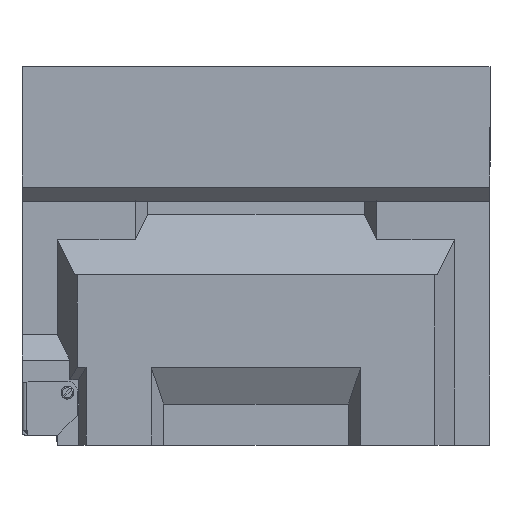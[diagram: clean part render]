
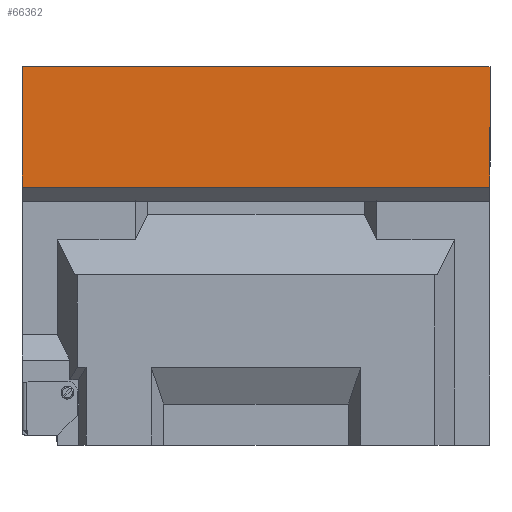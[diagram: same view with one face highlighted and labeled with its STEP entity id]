
A CAD part, top view. The second image highlights one B-rep face of the part: STEP entity #66362.
In plain terms, the highlighted face is planar.
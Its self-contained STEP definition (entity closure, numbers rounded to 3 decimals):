
#2358 = ORIENTED_EDGE ( 'NONE', *, *, #124051, .T. ) ;
#2854 = DIRECTION ( 'NONE',  ( 0., -1., 0. ) ) ;
#3427 = EDGE_LOOP ( 'NONE', ( #129001, #2358, #4922, #133069 ) ) ;
#4922 = ORIENTED_EDGE ( 'NONE', *, *, #98536, .T. ) ;
#12004 = CARTESIAN_POINT ( 'NONE',  ( 165., -60., 45. ) ) ;
#12732 = EDGE_CURVE ( 'NONE', #23286, #195290, #111725, .T. ) ;
#23286 = VERTEX_POINT ( 'NONE', #177077 ) ;
#26230 = CARTESIAN_POINT ( 'NONE',  ( 165., -60., -40. ) ) ;
#33099 = VECTOR ( 'NONE', #170873, 1000. ) ;
#35760 = DIRECTION ( 'NONE',  ( 0., 0., 1. ) ) ;
#38435 = CARTESIAN_POINT ( 'NONE',  ( -165., -60., -50. ) ) ;
#43633 = VECTOR ( 'NONE', #35760, 1000. ) ;
#49151 = AXIS2_PLACEMENT_3D ( 'NONE', #158230, #2854, #111773 ) ;
#53002 = CARTESIAN_POINT ( 'NONE',  ( 165., -60., 45. ) ) ;
#58982 = DIRECTION ( 'NONE',  ( -1., 0., 0. ) ) ;
#66362 = ADVANCED_FACE ( 'NONE', ( #71309 ), #96034, .T. ) ;
#71309 = FACE_OUTER_BOUND ( 'NONE', #3427, .T. ) ;
#76576 = LINE ( 'NONE', #26230, #118019 ) ;
#91700 = CARTESIAN_POINT ( 'NONE',  ( 165., -60., -50. ) ) ;
#96034 = PLANE ( 'NONE',  #49151 ) ;
#98536 = EDGE_CURVE ( 'NONE', #167863, #153327, #120734, .T. ) ;
#111104 = CARTESIAN_POINT ( 'NONE',  ( -165., -60., 45. ) ) ;
#111725 = LINE ( 'NONE', #38435, #43633 ) ;
#111773 = DIRECTION ( 'NONE',  ( 0., 0., -1. ) ) ;
#112614 = LINE ( 'NONE', #12004, #190686 ) ;
#118019 = VECTOR ( 'NONE', #119446, 1000. ) ;
#119446 = DIRECTION ( 'NONE',  ( 1., 0., 0. ) ) ;
#120734 = LINE ( 'NONE', #91700, #33099 ) ;
#124051 = EDGE_CURVE ( 'NONE', #23286, #167863, #76576, .T. ) ;
#129001 = ORIENTED_EDGE ( 'NONE', *, *, #12732, .F. ) ;
#129334 = CARTESIAN_POINT ( 'NONE',  ( 165., -60., -40. ) ) ;
#129828 = EDGE_CURVE ( 'NONE', #153327, #195290, #112614, .T. ) ;
#133069 = ORIENTED_EDGE ( 'NONE', *, *, #129828, .T. ) ;
#153327 = VERTEX_POINT ( 'NONE', #53002 ) ;
#158230 = CARTESIAN_POINT ( 'NONE',  ( -165., -60., -50. ) ) ;
#167863 = VERTEX_POINT ( 'NONE', #129334 ) ;
#170873 = DIRECTION ( 'NONE',  ( 0., 0., 1. ) ) ;
#177077 = CARTESIAN_POINT ( 'NONE',  ( -165., -60., -40. ) ) ;
#190686 = VECTOR ( 'NONE', #58982, 1000. ) ;
#195290 = VERTEX_POINT ( 'NONE', #111104 ) ;
